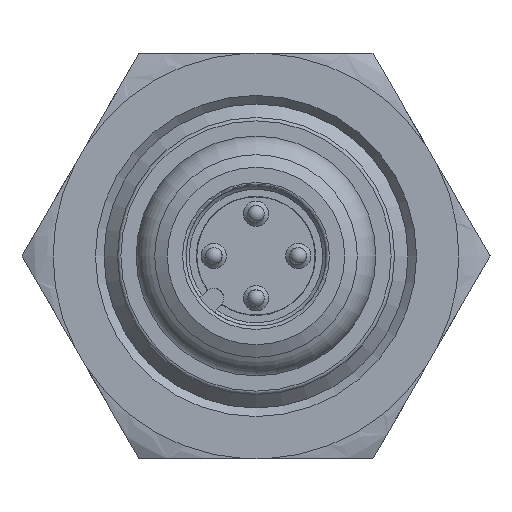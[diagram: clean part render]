
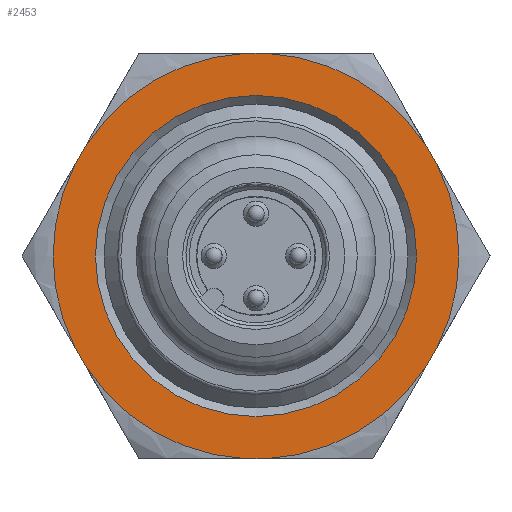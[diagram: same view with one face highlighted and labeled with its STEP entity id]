
A CAD part, front view. The second image highlights one B-rep face of the part: STEP entity #2453.
In plain terms, the highlighted planar face has unit normal (0, -1, 0).
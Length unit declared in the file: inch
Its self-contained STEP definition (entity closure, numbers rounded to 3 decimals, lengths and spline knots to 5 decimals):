
#9 = DIRECTION ( 'NONE',  ( 0., 1., 0. ) ) ;
#14 = EDGE_CURVE ( 'NONE', #754, #3322, #3267, .T. ) ;
#26 = ORIENTED_EDGE ( 'NONE', *, *, #3521, .F. ) ;
#65 = EDGE_CURVE ( 'NONE', #1713, #2561, #1407, .T. ) ;
#91 = AXIS2_PLACEMENT_3D ( 'NONE', #2388, #3956, #3613 ) ;
#112 = VERTEX_POINT ( 'NONE', #3434 ) ;
#228 = ORIENTED_EDGE ( 'NONE', *, *, #65, .F. ) ;
#255 = DIRECTION ( 'NONE',  ( 0., 0., 1. ) ) ;
#314 = VECTOR ( 'NONE', #1962, 39.37008 ) ;
#321 = CARTESIAN_POINT ( 'NONE',  ( -0.02568, 0.32311, 0.47244 ) ) ;
#348 = PLANE ( 'NONE',  #2019 ) ;
#355 = EDGE_CURVE ( 'NONE', #2798, #1131, #3339, .T. ) ;
#361 = VERTEX_POINT ( 'NONE', #2699 ) ;
#366 = CARTESIAN_POINT ( 'NONE',  ( 0., 0.32311, 0. ) ) ;
#376 = VECTOR ( 'NONE', #3896, 39.37008 ) ;
#413 = CARTESIAN_POINT ( 'NONE',  ( 0.39631, 0.32311, -0.25846 ) ) ;
#418 = ORIENTED_EDGE ( 'NONE', *, *, #2144, .T. ) ;
#505 = AXIS2_PLACEMENT_3D ( 'NONE', #1597, #1009, #732 ) ;
#551 = ORIENTED_EDGE ( 'NONE', *, *, #2125, .F. ) ;
#557 = CARTESIAN_POINT ( 'NONE',  ( 0., 0.32311, 0.37433 ) ) ;
#600 = DIRECTION ( 'NONE',  ( -0.5, 0., 0.866 ) ) ;
#603 = ORIENTED_EDGE ( 'NONE', *, *, #1756, .F. ) ;
#621 = DIRECTION ( 'NONE',  ( 0.5, 0., 0.866 ) ) ;
#631 = CARTESIAN_POINT ( 'NONE',  ( 0., 0.32311, 0. ) ) ;
#670 = EDGE_LOOP ( 'NONE', ( #1380, #1744, #2364, #3847, #3688, #2368, #1210, #603, #228, #26, #551, #2041 ) ) ;
#732 = DIRECTION ( 'NONE',  ( 0., 0., 1. ) ) ;
#754 = VERTEX_POINT ( 'NONE', #1712 ) ;
#765 = CARTESIAN_POINT ( 'NONE',  ( 0.27276, 0.32311, 0.47244 ) ) ;
#766 = AXIS2_PLACEMENT_3D ( 'NONE', #2084, #3008, #255 ) ;
#768 = DIRECTION ( 'NONE',  ( 0., 1., 0. ) ) ;
#926 = FACE_BOUND ( 'NONE', #2134, .T. ) ;
#987 = DIRECTION ( 'NONE',  ( 0., 0., 1. ) ) ;
#1009 = DIRECTION ( 'NONE',  ( 0., 1., 0. ) ) ;
#1045 = LINE ( 'NONE', #1362, #314 ) ;
#1131 = VERTEX_POINT ( 'NONE', #3086 ) ;
#1210 = ORIENTED_EDGE ( 'NONE', *, *, #355, .F. ) ;
#1277 = AXIS2_PLACEMENT_3D ( 'NONE', #3879, #2418, #2653 ) ;
#1311 = CIRCLE ( 'NONE', #91, 0.37433 ) ;
#1315 = LINE ( 'NONE', #2515, #1991 ) ;
#1316 = AXIS2_PLACEMENT_3D ( 'NONE', #631, #9, #987 ) ;
#1362 = CARTESIAN_POINT ( 'NONE',  ( -0.27276, 0.32311, 0.47244 ) ) ;
#1366 = CARTESIAN_POINT ( 'NONE',  ( 0., 0.32311, 0. ) ) ;
#1380 = ORIENTED_EDGE ( 'NONE', *, *, #2516, .F. ) ;
#1392 = EDGE_CURVE ( 'NONE', #1131, #754, #2425, .T. ) ;
#1407 = CIRCLE ( 'NONE', #3269, 0.47314 ) ;
#1439 = EDGE_CURVE ( 'NONE', #3322, #112, #1565, .T. ) ;
#1485 = VERTEX_POINT ( 'NONE', #1868 ) ;
#1505 = CIRCLE ( 'NONE', #3747, 0.47314 ) ;
#1525 = VERTEX_POINT ( 'NONE', #321 ) ;
#1565 = LINE ( 'NONE', #3151, #1674 ) ;
#1597 = CARTESIAN_POINT ( 'NONE',  ( 0., 0.32311, 0. ) ) ;
#1674 = VECTOR ( 'NONE', #621, 39.37008 ) ;
#1712 = CARTESIAN_POINT ( 'NONE',  ( -0.42199, 0.32311, -0.21398 ) ) ;
#1713 = VERTEX_POINT ( 'NONE', #413 ) ;
#1744 = ORIENTED_EDGE ( 'NONE', *, *, #2991, .F. ) ;
#1756 = EDGE_CURVE ( 'NONE', #2561, #2798, #1315, .T. ) ;
#1852 = CIRCLE ( 'NONE', #505, 0.47314 ) ;
#1868 = CARTESIAN_POINT ( 'NONE',  ( 0.42199, 0.32311, -0.21398 ) ) ;
#1962 = DIRECTION ( 'NONE',  ( 1., 0., 0. ) ) ;
#1991 = VECTOR ( 'NONE', #2599, 39.37008 ) ;
#2019 = AXIS2_PLACEMENT_3D ( 'NONE', #366, #2158, #3381 ) ;
#2041 = ORIENTED_EDGE ( 'NONE', *, *, #2746, .F. ) ;
#2084 = CARTESIAN_POINT ( 'NONE',  ( 0., 0.32311, 0. ) ) ;
#2091 = DIRECTION ( 'NONE',  ( 0., 0., 1. ) ) ;
#2125 = EDGE_CURVE ( 'NONE', #3630, #1485, #1505, .T. ) ;
#2134 = EDGE_LOOP ( 'NONE', ( #418 ) ) ;
#2144 = EDGE_CURVE ( 'NONE', #3625, #3625, #1311, .T. ) ;
#2158 = DIRECTION ( 'NONE',  ( 0., 1., 0. ) ) ;
#2213 = FACE_OUTER_BOUND ( 'NONE', #670, .T. ) ;
#2364 = ORIENTED_EDGE ( 'NONE', *, *, #3361, .F. ) ;
#2368 = ORIENTED_EDGE ( 'NONE', *, *, #1392, .F. ) ;
#2388 = CARTESIAN_POINT ( 'NONE',  ( 0., 0.32311, 0. ) ) ;
#2418 = DIRECTION ( 'NONE',  ( 0., 1., 0. ) ) ;
#2425 = LINE ( 'NONE', #3611, #2825 ) ;
#2436 = CARTESIAN_POINT ( 'NONE',  ( 0.02568, 0.32311, -0.47244 ) ) ;
#2453 = ADVANCED_FACE ( 'NONE', ( #926, #2213 ), #348, .F. ) ;
#2468 = CARTESIAN_POINT ( 'NONE',  ( 0.42199, 0.32311, 0.21398 ) ) ;
#2515 = CARTESIAN_POINT ( 'NONE',  ( 0.27276, 0.32311, -0.47244 ) ) ;
#2516 = EDGE_CURVE ( 'NONE', #3655, #361, #3051, .T. ) ;
#2517 = DIRECTION ( 'NONE',  ( 0., 0., 1. ) ) ;
#2561 = VERTEX_POINT ( 'NONE', #2436 ) ;
#2599 = DIRECTION ( 'NONE',  ( -1., 0., 0. ) ) ;
#2607 = DIRECTION ( 'NONE',  ( 0.5, 0., -0.866 ) ) ;
#2653 = DIRECTION ( 'NONE',  ( 0., 0., 1. ) ) ;
#2672 = LINE ( 'NONE', #3238, #376 ) ;
#2699 = CARTESIAN_POINT ( 'NONE',  ( 0.39631, 0.32311, 0.25846 ) ) ;
#2746 = EDGE_CURVE ( 'NONE', #361, #3630, #3511, .T. ) ;
#2798 = VERTEX_POINT ( 'NONE', #3015 ) ;
#2809 = CARTESIAN_POINT ( 'NONE',  ( 0.02568, 0.32311, 0.47244 ) ) ;
#2825 = VECTOR ( 'NONE', #600, 39.37008 ) ;
#2918 = VECTOR ( 'NONE', #2607, 39.37008 ) ;
#2991 = EDGE_CURVE ( 'NONE', #1525, #3655, #1045, .T. ) ;
#3008 = DIRECTION ( 'NONE',  ( 0., 1., 0. ) ) ;
#3015 = CARTESIAN_POINT ( 'NONE',  ( -0.02568, 0.32311, -0.47244 ) ) ;
#3051 = CIRCLE ( 'NONE', #1316, 0.47314 ) ;
#3086 = CARTESIAN_POINT ( 'NONE',  ( -0.39631, 0.32311, -0.25846 ) ) ;
#3151 = CARTESIAN_POINT ( 'NONE',  ( -0.54553, 0.32311, 0. ) ) ;
#3185 = CARTESIAN_POINT ( 'NONE',  ( -0.42199, 0.32311, 0.21398 ) ) ;
#3238 = CARTESIAN_POINT ( 'NONE',  ( 0.54553, 0.32311, 0. ) ) ;
#3267 = CIRCLE ( 'NONE', #766, 0.47314 ) ;
#3269 = AXIS2_PLACEMENT_3D ( 'NONE', #3728, #3389, #2517 ) ;
#3322 = VERTEX_POINT ( 'NONE', #3185 ) ;
#3339 = CIRCLE ( 'NONE', #1277, 0.47314 ) ;
#3361 = EDGE_CURVE ( 'NONE', #112, #1525, #1852, .T. ) ;
#3381 = DIRECTION ( 'NONE',  ( 1., 0., 0. ) ) ;
#3389 = DIRECTION ( 'NONE',  ( 0., 1., 0. ) ) ;
#3434 = CARTESIAN_POINT ( 'NONE',  ( -0.39631, 0.32311, 0.25846 ) ) ;
#3511 = LINE ( 'NONE', #765, #2918 ) ;
#3521 = EDGE_CURVE ( 'NONE', #1485, #1713, #2672, .T. ) ;
#3611 = CARTESIAN_POINT ( 'NONE',  ( -0.27276, 0.32311, -0.47244 ) ) ;
#3613 = DIRECTION ( 'NONE',  ( 0., 0., 1. ) ) ;
#3625 = VERTEX_POINT ( 'NONE', #557 ) ;
#3630 = VERTEX_POINT ( 'NONE', #2468 ) ;
#3655 = VERTEX_POINT ( 'NONE', #2809 ) ;
#3688 = ORIENTED_EDGE ( 'NONE', *, *, #14, .F. ) ;
#3728 = CARTESIAN_POINT ( 'NONE',  ( 0., 0.32311, 0. ) ) ;
#3747 = AXIS2_PLACEMENT_3D ( 'NONE', #1366, #768, #2091 ) ;
#3847 = ORIENTED_EDGE ( 'NONE', *, *, #1439, .F. ) ;
#3879 = CARTESIAN_POINT ( 'NONE',  ( 0., 0.32311, 0. ) ) ;
#3896 = DIRECTION ( 'NONE',  ( -0.5, 0., -0.866 ) ) ;
#3956 = DIRECTION ( 'NONE',  ( 0., 1., 0. ) ) ;
